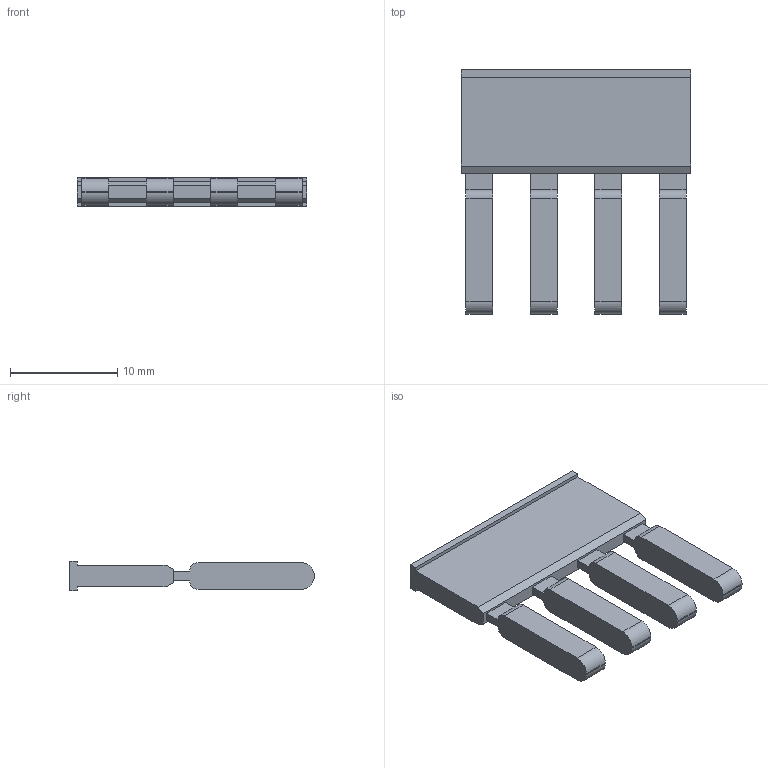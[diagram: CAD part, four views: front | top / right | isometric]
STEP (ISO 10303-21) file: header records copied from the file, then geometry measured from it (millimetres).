
FILE_DESCRIPTION (( 'STEP AP214' ), '1' );
FILE_NAME ('UK 4-4.STP', '2013-11-14T14:45:48', ( 'arge' ), ( 'Microsoft' ), 'SwSTEP 2.0', 'SolidWorks 2013', '' );
FILE_SCHEMA (( 'AUTOMOTIVE_DESIGN' ));
Length unit declared in the file: millimetre
Products named in the file (1): UK 4-4
Bounding box: 21.4 x 22.75 x 2.7 mm (x, y, z)
Volume: 710.6 mm3; surface area: 1068.4 mm2
Topology: 1 solids, 1 shells, 64 faces, 174 edges, 116 vertices
Faces by surface type: plane 48, cylinder 16
Entity records: 2748 total; most frequent: CARTESIAN_POINT 355, ORIENTED_EDGE 348, DIRECTION 336, EDGE_CURVE 174, VECTOR 142, LINE 142, VERTEX_POINT 116, AXIS2_PLACEMENT_3D 97
